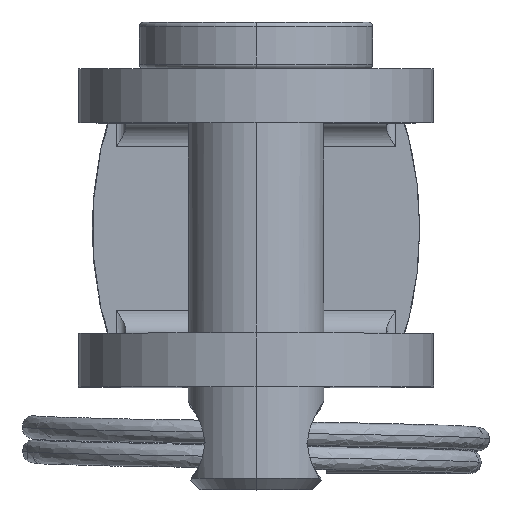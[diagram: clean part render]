
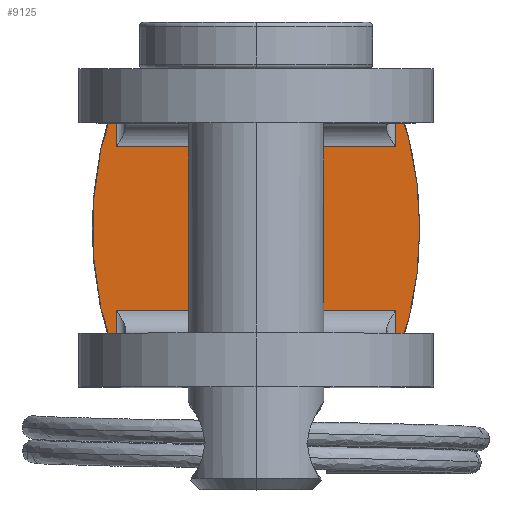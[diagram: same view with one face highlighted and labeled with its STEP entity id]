
A CAD part, top view. The second image highlights one B-rep face of the part: STEP entity #9125.
In plain terms, the highlighted planar face has unit normal (0, 0, 1).
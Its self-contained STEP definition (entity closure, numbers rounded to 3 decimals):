
#5 = DIRECTION ( 'NONE',  ( -1., 0., 0. ) ) ;
#28 = ORIENTED_EDGE ( 'NONE', *, *, #1777, .T. ) ;
#484 = VERTEX_POINT ( 'NONE', #7182 ) ;
#683 = VECTOR ( 'NONE', #1699, 1000. ) ;
#846 = AXIS2_PLACEMENT_3D ( 'NONE', #13736, #7689, #18279 ) ;
#934 = DIRECTION ( 'NONE',  ( 0., -1., 0. ) ) ;
#1116 = EDGE_CURVE ( 'NONE', #19065, #484, #10970, .T. ) ;
#1438 = CARTESIAN_POINT ( 'NONE',  ( 5.971, 5.675, 0. ) ) ;
#1618 = EDGE_CURVE ( 'NONE', #19065, #11590, #9750, .T. ) ;
#1699 = DIRECTION ( 'NONE',  ( 1., 0., 0. ) ) ;
#1777 = EDGE_CURVE ( 'NONE', #12443, #9444, #7138, .T. ) ;
#1826 = CARTESIAN_POINT ( 'NONE',  ( -9.163, -3.5, 0. ) ) ;
#1841 = AXIS2_PLACEMENT_3D ( 'NONE', #17441, #2501, #19171 ) ;
#2268 = EDGE_CURVE ( 'NONE', #19331, #12443, #9028, .T. ) ;
#2501 = DIRECTION ( 'NONE',  ( 0., 0., -1. ) ) ;
#2587 = DIRECTION ( 'NONE',  ( -1., 0., 0. ) ) ;
#2676 = ORIENTED_EDGE ( 'NONE', *, *, #8209, .T. ) ;
#2685 = PLANE ( 'NONE',  #14106 ) ;
#4093 = CARTESIAN_POINT ( 'NONE',  ( -9.163, 0., 0. ) ) ;
#4417 = CARTESIAN_POINT ( 'NONE',  ( -5.971, 3.5, 0. ) ) ;
#4939 = DIRECTION ( 'NONE',  ( 0., -1., 0. ) ) ;
#5737 = CIRCLE ( 'NONE', #1841, 16.163 ) ;
#5809 = ORIENTED_EDGE ( 'NONE', *, *, #2268, .T. ) ;
#6529 = VERTEX_POINT ( 'NONE', #19282 ) ;
#6659 = CARTESIAN_POINT ( 'NONE',  ( 5.971, -3.5, 0. ) ) ;
#6785 = ORIENTED_EDGE ( 'NONE', *, *, #1116, .T. ) ;
#7138 = LINE ( 'NONE', #1826, #683 ) ;
#7182 = CARTESIAN_POINT ( 'NONE',  ( 5.971, 3.5, 0. ) ) ;
#7225 = DIRECTION ( 'NONE',  ( 0., 0., -1. ) ) ;
#7689 = DIRECTION ( 'NONE',  ( 0., 0., -1. ) ) ;
#7730 = DIRECTION ( 'NONE',  ( 0., 1., 0. ) ) ;
#8209 = EDGE_CURVE ( 'NONE', #484, #10653, #17847, .T. ) ;
#8530 = EDGE_CURVE ( 'NONE', #19331, #15500, #5737, .T. ) ;
#8766 = CARTESIAN_POINT ( 'NONE',  ( 5.971, 0., 0. ) ) ;
#9028 = LINE ( 'NONE', #10105, #12127 ) ;
#9125 = ADVANCED_FACE ( 'NONE', ( #15932 ), #2685, .F. ) ;
#9258 = LINE ( 'NONE', #18253, #17281 ) ;
#9444 = VERTEX_POINT ( 'NONE', #6659 ) ;
#9750 = CIRCLE ( 'NONE', #12340, 16.163 ) ;
#9930 = CIRCLE ( 'NONE', #846, 16.163 ) ;
#10099 = ORIENTED_EDGE ( 'NONE', *, *, #13072, .T. ) ;
#10105 = CARTESIAN_POINT ( 'NONE',  ( -5.971, 0., 0. ) ) ;
#10381 = CARTESIAN_POINT ( 'NONE',  ( -9.163, 0., 0. ) ) ;
#10653 = VERTEX_POINT ( 'NONE', #4417 ) ;
#10778 = ORIENTED_EDGE ( 'NONE', *, *, #13187, .T. ) ;
#10970 = LINE ( 'NONE', #11499, #15434 ) ;
#11410 = ORIENTED_EDGE ( 'NONE', *, *, #1618, .F. ) ;
#11499 = CARTESIAN_POINT ( 'NONE',  ( 5.971, 4.5, 0. ) ) ;
#11590 = VERTEX_POINT ( 'NONE', #15611 ) ;
#12099 = CARTESIAN_POINT ( 'NONE',  ( -9.163, 3.5, 0. ) ) ;
#12127 = VECTOR ( 'NONE', #13350, 1000. ) ;
#12139 = VECTOR ( 'NONE', #934, 1000. ) ;
#12340 = AXIS2_PLACEMENT_3D ( 'NONE', #4093, #14698, #2587 ) ;
#12443 = VERTEX_POINT ( 'NONE', #12568 ) ;
#12568 = CARTESIAN_POINT ( 'NONE',  ( -5.971, -3.5, 0. ) ) ;
#13072 = EDGE_CURVE ( 'NONE', #10653, #15500, #9258, .T. ) ;
#13187 = EDGE_CURVE ( 'NONE', #9444, #6529, #13290, .T. ) ;
#13290 = LINE ( 'NONE', #8766, #12139 ) ;
#13350 = DIRECTION ( 'NONE',  ( 0., 1., 0. ) ) ;
#13596 = VECTOR ( 'NONE', #5, 1000. ) ;
#13736 = CARTESIAN_POINT ( 'NONE',  ( -9.163, 0., 0. ) ) ;
#14106 = AXIS2_PLACEMENT_3D ( 'NONE', #10381, #7225, #14925 ) ;
#14657 = CARTESIAN_POINT ( 'NONE',  ( -5.971, 5.675, 0. ) ) ;
#14698 = DIRECTION ( 'NONE',  ( 0., 0., -1. ) ) ;
#14925 = DIRECTION ( 'NONE',  ( -1., 0., 0. ) ) ;
#15086 = EDGE_CURVE ( 'NONE', #11590, #6529, #9930, .T. ) ;
#15102 = ORIENTED_EDGE ( 'NONE', *, *, #15086, .F. ) ;
#15434 = VECTOR ( 'NONE', #4939, 1000. ) ;
#15500 = VERTEX_POINT ( 'NONE', #14657 ) ;
#15611 = CARTESIAN_POINT ( 'NONE',  ( 7., 0., 0. ) ) ;
#15770 = EDGE_LOOP ( 'NONE', ( #28, #10778, #15102, #11410, #6785, #2676, #10099, #18005, #5809 ) ) ;
#15932 = FACE_OUTER_BOUND ( 'NONE', #15770, .T. ) ;
#17281 = VECTOR ( 'NONE', #7730, 1000. ) ;
#17441 = CARTESIAN_POINT ( 'NONE',  ( 9.163, 0., 0. ) ) ;
#17847 = LINE ( 'NONE', #12099, #13596 ) ;
#18005 = ORIENTED_EDGE ( 'NONE', *, *, #8530, .F. ) ;
#18253 = CARTESIAN_POINT ( 'NONE',  ( -5.971, 6.8, 0. ) ) ;
#18279 = DIRECTION ( 'NONE',  ( -1., 0., 0. ) ) ;
#18743 = CARTESIAN_POINT ( 'NONE',  ( -5.971, -5.675, 0. ) ) ;
#19065 = VERTEX_POINT ( 'NONE', #1438 ) ;
#19171 = DIRECTION ( 'NONE',  ( 1., 0., 0. ) ) ;
#19282 = CARTESIAN_POINT ( 'NONE',  ( 5.971, -5.675, 0. ) ) ;
#19331 = VERTEX_POINT ( 'NONE', #18743 ) ;
